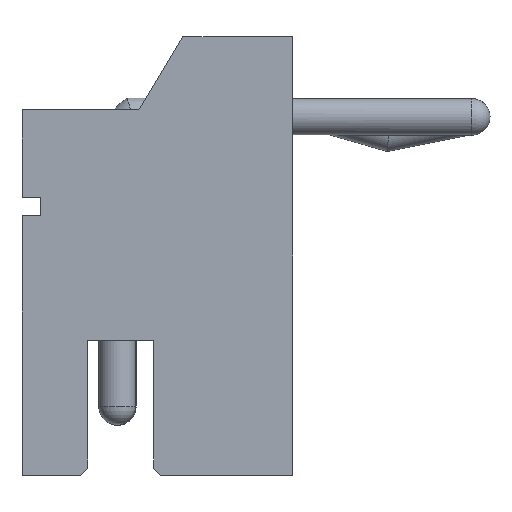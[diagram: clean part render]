
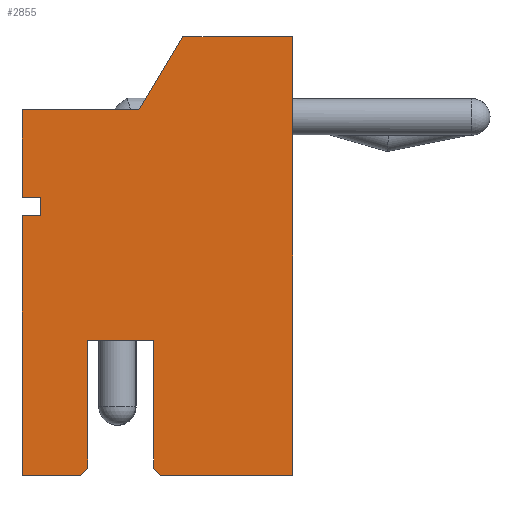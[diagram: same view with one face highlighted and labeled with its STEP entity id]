
A CAD part, left-side view. The second image highlights one B-rep face of the part: STEP entity #2855.
In plain terms, the highlighted planar face has unit normal (-1, 0, 0).
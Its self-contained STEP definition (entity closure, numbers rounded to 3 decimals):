
#85=DIRECTION('',(0.,-0.707,0.707));
#86=VECTOR('',#85,0.141);
#87=CARTESIAN_POINT('',(-3.75,1.05,0.));
#88=LINE('',#87,#86);
#89=DIRECTION('',(0.,-1.,0.));
#90=VECTOR('',#89,0.8);
#91=CARTESIAN_POINT('',(-3.75,1.85,0.));
#92=LINE('',#91,#90);
#93=DIRECTION('',(0.,0.514,-0.857));
#94=VECTOR('',#93,1.166);
#95=CARTESIAN_POINT('',(-3.75,-0.35,6.));
#96=LINE('',#95,#94);
#97=DIRECTION('',(0.,-1.,0.));
#98=VECTOR('',#97,1.8);
#99=CARTESIAN_POINT('',(-3.75,-0.05,0.));
#100=LINE('',#99,#98);
#101=DIRECTION('',(0.,-0.707,-0.707));
#102=VECTOR('',#101,0.141);
#103=CARTESIAN_POINT('',(-3.75,0.05,0.1));
#104=LINE('',#103,#102);
#105=DIRECTION('',(0.,-1.,0.));
#106=VECTOR('',#105,0.9);
#107=CARTESIAN_POINT('',(-3.75,0.95,1.85));
#108=LINE('',#107,#106);
#109=DIRECTION('',(0.,0.,1.));
#110=VECTOR('',#109,1.75);
#111=CARTESIAN_POINT('',(-3.75,0.95,0.1));
#112=LINE('',#111,#110);
#113=DIRECTION('',(0.,0.,1.));
#114=VECTOR('',#113,3.55);
#115=CARTESIAN_POINT('',(-3.75,1.85,0.));
#116=LINE('',#115,#114);
#133=DIRECTION('',(0.,1.,0.));
#134=VECTOR('',#133,0.25);
#135=CARTESIAN_POINT('',(-3.75,1.6,3.55));
#136=LINE('',#135,#134);
#149=DIRECTION('',(0.,0.,-1.));
#150=VECTOR('',#149,0.25);
#151=CARTESIAN_POINT('',(-3.75,1.6,3.8));
#152=LINE('',#151,#150);
#161=DIRECTION('',(0.,-1.,0.));
#162=VECTOR('',#161,0.25);
#163=CARTESIAN_POINT('',(-3.75,1.85,3.8));
#164=LINE('',#163,#162);
#173=DIRECTION('',(0.,0.,1.));
#174=VECTOR('',#173,1.2);
#175=CARTESIAN_POINT('',(-3.75,1.85,3.8));
#176=LINE('',#175,#174);
#393=DIRECTION('',(0.,0.,-1.));
#394=VECTOR('',#393,1.75);
#395=CARTESIAN_POINT('',(-3.75,0.05,1.85));
#396=LINE('',#395,#394);
#1095=DIRECTION('',(0.,0.,-1.));
#1096=VECTOR('',#1095,6.);
#1097=CARTESIAN_POINT('',(-3.75,-1.85,6.));
#1098=LINE('',#1097,#1096);
#1111=DIRECTION('',(0.,-1.,0.));
#1112=VECTOR('',#1111,1.5);
#1113=CARTESIAN_POINT('',(-3.75,-0.35,6.));
#1114=LINE('',#1113,#1112);
#1123=DIRECTION('',(0.,1.,0.));
#1124=VECTOR('',#1123,1.6);
#1125=CARTESIAN_POINT('',(-3.75,0.25,5.));
#1126=LINE('',#1125,#1124);
#2211=CARTESIAN_POINT('',(-3.75,1.05,0.));
#2212=VERTEX_POINT('',#2211);
#2213=CARTESIAN_POINT('',(-3.75,1.85,0.));
#2214=VERTEX_POINT('',#2213);
#2239=CARTESIAN_POINT('',(-3.75,-1.85,0.));
#2240=VERTEX_POINT('',#2239);
#2241=CARTESIAN_POINT('',(-3.75,-0.05,0.));
#2242=VERTEX_POINT('',#2241);
#2282=CARTESIAN_POINT('',(-3.75,0.95,0.1));
#2284=VERTEX_POINT('',#2282);
#2291=CARTESIAN_POINT('',(-3.75,0.95,1.85));
#2292=VERTEX_POINT('',#2291);
#2353=CARTESIAN_POINT('',(-3.75,0.05,1.85));
#2354=VERTEX_POINT('',#2353);
#2357=CARTESIAN_POINT('',(-3.75,1.85,3.55));
#2358=VERTEX_POINT('',#2357);
#2359=CARTESIAN_POINT('',(-3.75,1.6,3.55));
#2360=VERTEX_POINT('',#2359);
#2361=CARTESIAN_POINT('',(-3.75,1.6,3.8));
#2362=VERTEX_POINT('',#2361);
#2363=CARTESIAN_POINT('',(-3.75,1.85,3.8));
#2364=VERTEX_POINT('',#2363);
#2365=CARTESIAN_POINT('',(-3.75,1.85,5.));
#2366=VERTEX_POINT('',#2365);
#2367=CARTESIAN_POINT('',(-3.75,0.25,5.));
#2368=VERTEX_POINT('',#2367);
#2369=CARTESIAN_POINT('',(-3.75,-0.35,6.));
#2370=VERTEX_POINT('',#2369);
#2371=CARTESIAN_POINT('',(-3.75,-1.85,6.));
#2372=VERTEX_POINT('',#2371);
#2373=CARTESIAN_POINT('',(-3.75,0.05,0.1));
#2374=VERTEX_POINT('',#2373);
#2819=CARTESIAN_POINT('',(-3.75,0.,3.));
#2820=DIRECTION('',(1.,0.,0.));
#2821=DIRECTION('',(0.,-1.,0.));
#2822=AXIS2_PLACEMENT_3D('',#2819,#2820,#2821);
#2823=PLANE('',#2822);
#2824=ORIENTED_EDGE('',*,*,#2811,.F.);
#2825=ORIENTED_EDGE('',*,*,#2632,.F.);
#2827=ORIENTED_EDGE('',*,*,#2826,.T.);
#2829=ORIENTED_EDGE('',*,*,#2828,.F.);
#2831=ORIENTED_EDGE('',*,*,#2830,.F.);
#2833=ORIENTED_EDGE('',*,*,#2832,.F.);
#2835=ORIENTED_EDGE('',*,*,#2834,.T.);
#2837=ORIENTED_EDGE('',*,*,#2836,.F.);
#2839=ORIENTED_EDGE('',*,*,#2838,.F.);
#2841=ORIENTED_EDGE('',*,*,#2840,.T.);
#2843=ORIENTED_EDGE('',*,*,#2842,.T.);
#2845=ORIENTED_EDGE('',*,*,#2844,.F.);
#2847=ORIENTED_EDGE('',*,*,#2846,.F.);
#2849=ORIENTED_EDGE('',*,*,#2848,.F.);
#2851=ORIENTED_EDGE('',*,*,#2850,.F.);
#2852=ORIENTED_EDGE('',*,*,#2794,.F.);
#2853=EDGE_LOOP('',(#2824,#2825,#2827,#2829,#2831,#2833,#2835,#2837,#2839,#2841,
#2843,#2845,#2847,#2849,#2851,#2852));
#2854=FACE_OUTER_BOUND('',#2853,.F.);
#2855=ADVANCED_FACE('',(#2854),#2823,.F.);
#2632=EDGE_CURVE('',#2214,#2212,#92,.T.);
#2794=EDGE_CURVE('',#2284,#2292,#112,.T.);
#2811=EDGE_CURVE('',#2212,#2284,#88,.T.);
#2826=EDGE_CURVE('',#2214,#2358,#116,.T.);
#2828=EDGE_CURVE('',#2360,#2358,#136,.T.);
#2830=EDGE_CURVE('',#2362,#2360,#152,.T.);
#2832=EDGE_CURVE('',#2364,#2362,#164,.T.);
#2834=EDGE_CURVE('',#2364,#2366,#176,.T.);
#2836=EDGE_CURVE('',#2368,#2366,#1126,.T.);
#2838=EDGE_CURVE('',#2370,#2368,#96,.T.);
#2840=EDGE_CURVE('',#2370,#2372,#1114,.T.);
#2842=EDGE_CURVE('',#2372,#2240,#1098,.T.);
#2844=EDGE_CURVE('',#2242,#2240,#100,.T.);
#2846=EDGE_CURVE('',#2374,#2242,#104,.T.);
#2848=EDGE_CURVE('',#2354,#2374,#396,.T.);
#2850=EDGE_CURVE('',#2292,#2354,#108,.T.);
